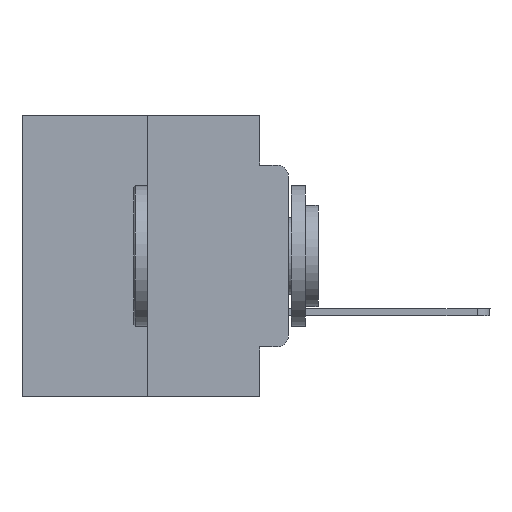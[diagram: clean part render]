
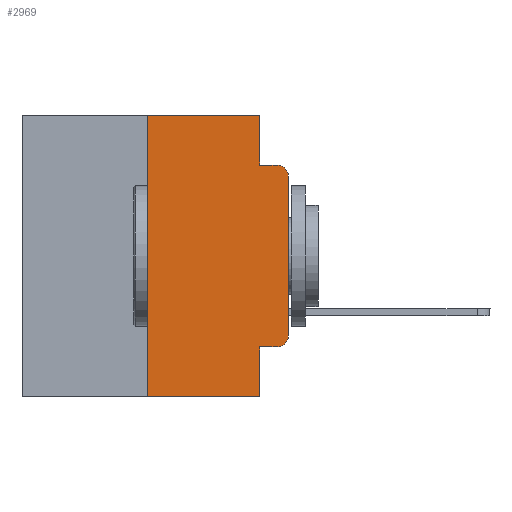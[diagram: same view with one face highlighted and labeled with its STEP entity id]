
A CAD part, left-side view. The second image highlights one B-rep face of the part: STEP entity #2969.
In plain terms, the highlighted planar face has unit normal (-1, 0, 0).
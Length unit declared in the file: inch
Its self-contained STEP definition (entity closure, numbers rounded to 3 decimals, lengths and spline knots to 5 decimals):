
#482 = CARTESIAN_POINT ( 'NONE',  ( 0., 0.051, -0.4115 ) ) ;
#668 = VECTOR ( 'NONE', #5862, 39.37008 ) ;
#949 = ORIENTED_EDGE ( 'NONE', *, *, #17413, .F. ) ;
#1421 = CARTESIAN_POINT ( 'NONE',  ( 0., 0.02, -0.0885 ) ) ;
#1771 = VERTEX_POINT ( 'NONE', #25941 ) ;
#2308 = AXIS2_PLACEMENT_3D ( 'NONE', #17325, #4972, #23389 ) ;
#2969 = ADVANCED_FACE ( 'NONE', ( #17191 ), #19065, .F. ) ;
#3217 = CARTESIAN_POINT ( 'NONE',  ( 0., 0., 0. ) ) ;
#3219 = ORIENTED_EDGE ( 'NONE', *, *, #8347, .T. ) ;
#3465 = LINE ( 'NONE', #21895, #10064 ) ;
#3646 = ORIENTED_EDGE ( 'NONE', *, *, #13238, .T. ) ;
#3687 = EDGE_LOOP ( 'NONE', ( #3219, #18058, #21726, #949, #8218, #13069, #13315, #5769, #3646, #17321 ) ) ;
#3700 = CARTESIAN_POINT ( 'NONE',  ( 0., 0.051, -0.0885 ) ) ;
#3701 = DIRECTION ( 'NONE',  ( 0., -1., 0. ) ) ;
#4402 = AXIS2_PLACEMENT_3D ( 'NONE', #9992, #21932, #5402 ) ;
#4866 = EDGE_CURVE ( 'NONE', #7727, #1771, #11845, .T. ) ;
#4972 = DIRECTION ( 'NONE',  ( 1., 0., 0. ) ) ;
#4987 = LINE ( 'NONE', #17468, #22544 ) ;
#5402 = DIRECTION ( 'NONE',  ( 0., 0., -1. ) ) ;
#5596 = EDGE_CURVE ( 'NONE', #9053, #19448, #17334, .T. ) ;
#5615 = CARTESIAN_POINT ( 'NONE',  ( 0., 0.051, 0. ) ) ;
#5641 = CARTESIAN_POINT ( 'NONE',  ( 0., 0., -0.3915 ) ) ;
#5769 = ORIENTED_EDGE ( 'NONE', *, *, #25638, .F. ) ;
#5862 = DIRECTION ( 'NONE',  ( 0., -1., 0. ) ) ;
#7727 = VERTEX_POINT ( 'NONE', #13021 ) ;
#7757 = DIRECTION ( 'NONE',  ( -1., 0., 0. ) ) ;
#8218 = ORIENTED_EDGE ( 'NONE', *, *, #5596, .F. ) ;
#8347 = EDGE_CURVE ( 'NONE', #9568, #13344, #21781, .T. ) ;
#8754 = VERTEX_POINT ( 'NONE', #1421 ) ;
#9053 = VERTEX_POINT ( 'NONE', #24953 ) ;
#9568 = VERTEX_POINT ( 'NONE', #5641 ) ;
#9814 = CARTESIAN_POINT ( 'NONE',  ( 0., 0.051, -0.0885 ) ) ;
#9824 = LINE ( 'NONE', #5615, #24957 ) ;
#9992 = CARTESIAN_POINT ( 'NONE',  ( 0., 0.02, -0.3915 ) ) ;
#10064 = VECTOR ( 'NONE', #11208, 39.37008 ) ;
#10203 = DIRECTION ( 'NONE',  ( 0., 0., -1. ) ) ;
#11208 = DIRECTION ( 'NONE',  ( 0., 0., 1. ) ) ;
#11705 = DIRECTION ( 'NONE',  ( 0., 0., -1. ) ) ;
#11843 = CARTESIAN_POINT ( 'NONE',  ( 0., 0.02, -0.4115 ) ) ;
#11845 = LINE ( 'NONE', #15650, #25395 ) ;
#12637 = CARTESIAN_POINT ( 'NONE',  ( 0., 0.051, 0. ) ) ;
#13021 = CARTESIAN_POINT ( 'NONE',  ( 0., 0.25, -0.5 ) ) ;
#13056 = AXIS2_PLACEMENT_3D ( 'NONE', #16032, #7757, #11705 ) ;
#13069 = ORIENTED_EDGE ( 'NONE', *, *, #18641, .F. ) ;
#13238 = EDGE_CURVE ( 'NONE', #14194, #21641, #4987, .T. ) ;
#13315 = ORIENTED_EDGE ( 'NONE', *, *, #4866, .T. ) ;
#13344 = VERTEX_POINT ( 'NONE', #24069 ) ;
#13507 = CIRCLE ( 'NONE', #13056, 0.02 ) ;
#13532 = DIRECTION ( 'NONE',  ( 0., -1., 0. ) ) ;
#14033 = DIRECTION ( 'NONE',  ( 0., 0., -1. ) ) ;
#14194 = VERTEX_POINT ( 'NONE', #482 ) ;
#15304 = EDGE_CURVE ( 'NONE', #21641, #9568, #25599, .T. ) ;
#15650 = CARTESIAN_POINT ( 'NONE',  ( 0., 0.473, -0.5 ) ) ;
#15994 = EDGE_CURVE ( 'NONE', #13344, #8754, #13507, .T. ) ;
#16032 = CARTESIAN_POINT ( 'NONE',  ( 0., 0.02, -0.1085 ) ) ;
#16382 = VECTOR ( 'NONE', #13532, 39.37008 ) ;
#16713 = LINE ( 'NONE', #12637, #21322 ) ;
#17191 = FACE_OUTER_BOUND ( 'NONE', #3687, .T. ) ;
#17321 = ORIENTED_EDGE ( 'NONE', *, *, #15304, .T. ) ;
#17325 = CARTESIAN_POINT ( 'NONE',  ( 0., 0.473, 0. ) ) ;
#17334 = LINE ( 'NONE', #20862, #16382 ) ;
#17413 = EDGE_CURVE ( 'NONE', #19448, #21836, #16713, .T. ) ;
#17468 = CARTESIAN_POINT ( 'NONE',  ( 0., 0.051, -0.4115 ) ) ;
#17733 = DIRECTION ( 'NONE',  ( 0., -1., 0. ) ) ;
#18058 = ORIENTED_EDGE ( 'NONE', *, *, #15994, .T. ) ;
#18641 = EDGE_CURVE ( 'NONE', #7727, #9053, #3465, .T. ) ;
#19065 = PLANE ( 'NONE',  #2308 ) ;
#19448 = VERTEX_POINT ( 'NONE', #21129 ) ;
#20862 = CARTESIAN_POINT ( 'NONE',  ( 0., 0.473, 0. ) ) ;
#21129 = CARTESIAN_POINT ( 'NONE',  ( 0., 0.051, 0. ) ) ;
#21322 = VECTOR ( 'NONE', #10203, 39.37008 ) ;
#21641 = VERTEX_POINT ( 'NONE', #11843 ) ;
#21726 = ORIENTED_EDGE ( 'NONE', *, *, #22625, .F. ) ;
#21781 = LINE ( 'NONE', #3217, #23025 ) ;
#21836 = VERTEX_POINT ( 'NONE', #3700 ) ;
#21895 = CARTESIAN_POINT ( 'NONE',  ( 0., 0.25, 0. ) ) ;
#21932 = DIRECTION ( 'NONE',  ( -1., 0., 0. ) ) ;
#22042 = DIRECTION ( 'NONE',  ( 0., 0., 1. ) ) ;
#22544 = VECTOR ( 'NONE', #17733, 39.37008 ) ;
#22625 = EDGE_CURVE ( 'NONE', #21836, #8754, #26440, .T. ) ;
#23025 = VECTOR ( 'NONE', #22042, 39.37008 ) ;
#23389 = DIRECTION ( 'NONE',  ( 0., 0., -1. ) ) ;
#24069 = CARTESIAN_POINT ( 'NONE',  ( 0., 0., -0.1085 ) ) ;
#24953 = CARTESIAN_POINT ( 'NONE',  ( 0., 0.25, 0. ) ) ;
#24957 = VECTOR ( 'NONE', #14033, 39.37008 ) ;
#25395 = VECTOR ( 'NONE', #3701, 39.37008 ) ;
#25599 = CIRCLE ( 'NONE', #4402, 0.02 ) ;
#25638 = EDGE_CURVE ( 'NONE', #14194, #1771, #9824, .T. ) ;
#25941 = CARTESIAN_POINT ( 'NONE',  ( 0., 0.051, -0.5 ) ) ;
#26440 = LINE ( 'NONE', #9814, #668 ) ;
